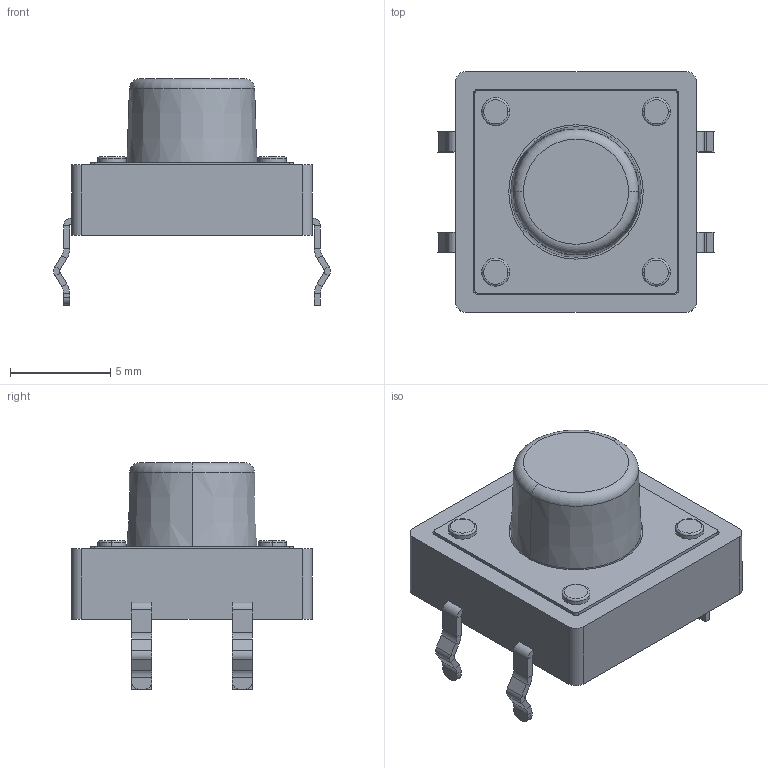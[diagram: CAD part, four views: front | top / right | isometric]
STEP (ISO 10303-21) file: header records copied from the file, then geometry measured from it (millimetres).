
FILE_DESCRIPTION (( 'STEP AP214' ), '1' );
FILE_NAME ('SW-TH_4P-L12.0-W12.0-P5.00-LS12.5.STEP', '2023-06-30T03:43:42', ( '' ), ( '' ), 'SwSTEP 2.0', 'SolidWorks 2020', '' );
FILE_SCHEMA (( 'AUTOMOTIVE_DESIGN' ));
Length unit declared in the file: millimetre
Products named in the file (1): SW-TH_4P-L12.0-W12.0-P5.00-LS12.5
Bounding box: 13.79 x 12 x 11.3 mm (x, y, z)
Volume: 651.9 mm3; surface area: 814.5 mm2
Topology: 3 solids, 3 shells, 435 faces, 1063 edges, 662 vertices
Faces by surface type: plane 265, bspline 98, cylinder 58, torus 10, cone 4
Entity records: 17912 total; most frequent: CARTESIAN_POINT 3467, ORIENTED_EDGE 2126, DIRECTION 1681, EDGE_CURVE 1063, LINE 721, VECTOR 721, VERTEX_POINT 662, AXIS2_PLACEMENT_3D 480
